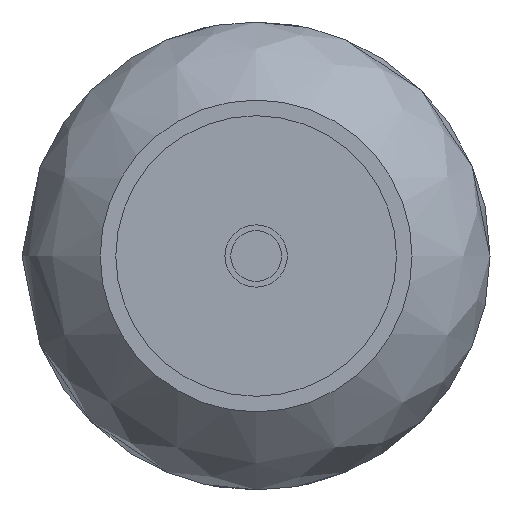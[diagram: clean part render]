
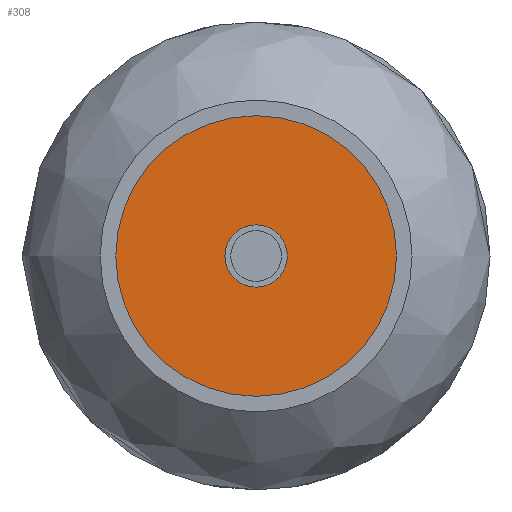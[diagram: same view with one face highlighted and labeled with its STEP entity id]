
A CAD part, left-side view. The second image highlights one B-rep face of the part: STEP entity #308.
In plain terms, the highlighted planar face has unit normal (-1, 0, 0).
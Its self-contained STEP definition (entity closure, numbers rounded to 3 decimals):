
#29=PLANE('',#333);
#39=CIRCLE('',#332,2.25);
#40=CIRCLE('',#334,0.5);
#61=ORIENTED_EDGE('',*,*,#88,.F.);
#62=ORIENTED_EDGE('',*,*,#87,.T.);
#87=EDGE_CURVE('',#103,#103,#39,.T.);
#88=EDGE_CURVE('',#104,#104,#40,.T.);
#103=VERTEX_POINT('',#791);
#104=VERTEX_POINT('',#794);
#127=EDGE_LOOP('',(#61));
#128=EDGE_LOOP('',(#62));
#159=FACE_BOUND('',#127,.T.);
#160=FACE_BOUND('',#128,.T.);
#308=ADVANCED_FACE('',(#159,#160),#29,.T.);
#332=AXIS2_PLACEMENT_3D('',#790,#371,#372);
#333=AXIS2_PLACEMENT_3D('',#792,#373,#374);
#334=AXIS2_PLACEMENT_3D('',#793,#375,#376);
#371=DIRECTION('',(-1.,0.,0.));
#372=DIRECTION('',(0.,1.,0.));
#373=DIRECTION('',(-1.,0.,0.));
#374=DIRECTION('',(0.,-1.,0.));
#375=DIRECTION('',(-1.,0.,0.));
#376=DIRECTION('',(0.,-1.,0.));
#790=CARTESIAN_POINT('',(-6.5,0.,0.));
#791=CARTESIAN_POINT('',(-6.5,2.25,0.));
#792=CARTESIAN_POINT('',(-6.5,0.,0.));
#793=CARTESIAN_POINT('',(-6.5,0.,0.));
#794=CARTESIAN_POINT('',(-6.5,-0.5,0.));
